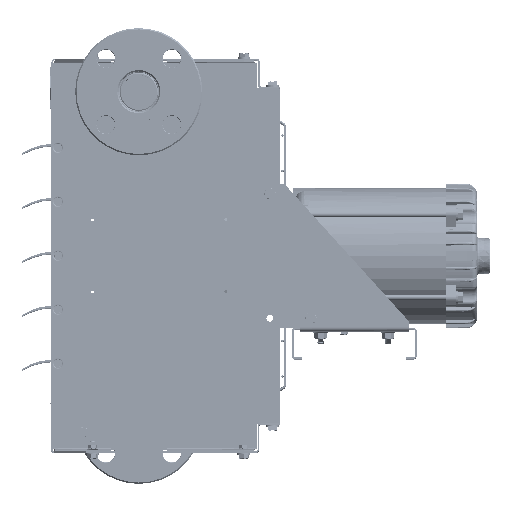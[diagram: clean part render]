
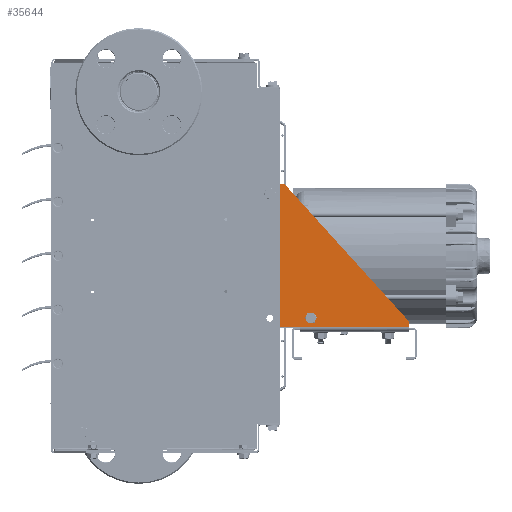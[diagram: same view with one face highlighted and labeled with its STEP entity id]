
A CAD part, top view. The second image highlights one B-rep face of the part: STEP entity #35644.
In plain terms, the highlighted planar face has unit normal (0, 0, 1).
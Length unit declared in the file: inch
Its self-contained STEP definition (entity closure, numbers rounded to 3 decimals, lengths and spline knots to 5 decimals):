
#216 = CARTESIAN_POINT ( 'NONE',  ( 13.00596, -3.446, 8.02298 ) ) ;
#4333 = ORIENTED_EDGE ( 'NONE', *, *, #122851, .F. ) ;
#5285 = DIRECTION ( 'NONE',  ( 0., 1., 0. ) ) ;
#5556 = CIRCLE ( 'NONE', #120884, 0.1875 ) ;
#7346 = CIRCLE ( 'NONE', #166073, 0.1875 ) ;
#11353 = AXIS2_PLACEMENT_3D ( 'NONE', #165768, #165733, #165531 ) ;
#13203 = CARTESIAN_POINT ( 'NONE',  ( 13.00596, 3.469, 8.02298 ) ) ;
#14732 = EDGE_CURVE ( 'NONE', #83305, #88187, #7346, .T. ) ;
#25412 = VERTEX_POINT ( 'NONE', #37687 ) ;
#26286 = VERTEX_POINT ( 'NONE', #176918 ) ;
#26612 = LINE ( 'NONE', #132984, #87286 ) ;
#31529 = DIRECTION ( 'NONE',  ( 1., 0., 0. ) ) ;
#31743 = DIRECTION ( 'NONE',  ( 0., 0., 1. ) ) ;
#31868 = CARTESIAN_POINT ( 'NONE',  ( 6.31846, -3., 8.02298 ) ) ;
#35644 = ADVANCED_FACE ( 'NONE', ( #88618, #60034, #88308 ), #168542, .T. ) ;
#37687 = CARTESIAN_POINT ( 'NONE',  ( 6.13096, 3., 8.02298 ) ) ;
#39701 = LINE ( 'NONE', #216, #130632 ) ;
#41957 = EDGE_LOOP ( 'NONE', ( #106314, #84679 ) ) ;
#43493 = ORIENTED_EDGE ( 'NONE', *, *, #96151, .F. ) ;
#47640 = CARTESIAN_POINT ( 'NONE',  ( 6.31846, -3., 8.02298 ) ) ;
#51013 = CARTESIAN_POINT ( 'NONE',  ( 13.25474, -3.43069, 8.02298 ) ) ;
#52324 = DIRECTION ( 'NONE',  ( 0., 0., 1. ) ) ;
#55984 = VERTEX_POINT ( 'NONE', #159540 ) ;
#56740 = CARTESIAN_POINT ( 'NONE',  ( 7.00596, 3.469, 8.02298 ) ) ;
#60034 = FACE_BOUND ( 'NONE', #125231, .T. ) ;
#61315 = DIRECTION ( 'NONE',  ( 0., 0., 1. ) ) ;
#61641 = DIRECTION ( 'NONE',  ( 1., 0., 0. ) ) ;
#61759 = LINE ( 'NONE', #151257, #130877 ) ;
#66478 = AXIS2_PLACEMENT_3D ( 'NONE', #47640, #144200, #61641 ) ;
#69832 = DIRECTION ( 'NONE',  ( 0., 1., 0. ) ) ;
#71661 = ORIENTED_EDGE ( 'NONE', *, *, #14732, .F. ) ;
#71752 = VECTOR ( 'NONE', #147531, 39.37008 ) ;
#75788 = ORIENTED_EDGE ( 'NONE', *, *, #111708, .F. ) ;
#78012 = DIRECTION ( 'NONE',  ( -1., 0., 0. ) ) ;
#83305 = VERTEX_POINT ( 'NONE', #141017 ) ;
#84679 = ORIENTED_EDGE ( 'NONE', *, *, #113360, .F. ) ;
#85876 = VECTOR ( 'NONE', #5285, 39.37008 ) ;
#87286 = VECTOR ( 'NONE', #78012, 39.37008 ) ;
#88187 = VERTEX_POINT ( 'NONE', #160384 ) ;
#88308 = FACE_OUTER_BOUND ( 'NONE', #99964, .T. ) ;
#88618 = FACE_BOUND ( 'NONE', #41957, .T. ) ;
#89787 = VECTOR ( 'NONE', #97317, 39.37008 ) ;
#96151 = EDGE_CURVE ( 'NONE', #88187, #83305, #168836, .T. ) ;
#97317 = DIRECTION ( 'NONE',  ( -1., 0., 0. ) ) ;
#99964 = EDGE_LOOP ( 'NONE', ( #155687, #162105, #116914, #75788, #155536, #4333 ) ) ;
#100329 = CARTESIAN_POINT ( 'NONE',  ( 6.50596, 3., 8.02298 ) ) ;
#106314 = ORIENTED_EDGE ( 'NONE', *, *, #113651, .F. ) ;
#106668 = VERTEX_POINT ( 'NONE', #110222 ) ;
#110222 = CARTESIAN_POINT ( 'NONE',  ( 13.00596, -3.446, 8.02298 ) ) ;
#111708 = EDGE_CURVE ( 'NONE', #131580, #55984, #122590, .T. ) ;
#112021 = EDGE_CURVE ( 'NONE', #106668, #139176, #61759, .T. ) ;
#113360 = EDGE_CURVE ( 'NONE', #25412, #153085, #5556, .T. ) ;
#113651 = EDGE_CURVE ( 'NONE', #153085, #25412, #126457, .T. ) ;
#114914 = EDGE_CURVE ( 'NONE', #139176, #127280, #145046, .T. ) ;
#115591 = AXIS2_PLACEMENT_3D ( 'NONE', #143899, #61315, #157749 ) ;
#116914 = ORIENTED_EDGE ( 'NONE', *, *, #117011, .T. ) ;
#117011 = EDGE_CURVE ( 'NONE', #127280, #55984, #158684, .T. ) ;
#117268 = EDGE_CURVE ( 'NONE', #131580, #26286, #39701, .T. ) ;
#120884 = AXIS2_PLACEMENT_3D ( 'NONE', #135082, #52324, #148840 ) ;
#122590 = LINE ( 'NONE', #142935, #85876 ) ;
#122851 = EDGE_CURVE ( 'NONE', #106668, #26286, #26612, .T. ) ;
#125231 = EDGE_LOOP ( 'NONE', ( #43493, #71661 ) ) ;
#126457 = CIRCLE ( 'NONE', #115591, 0.1875 ) ;
#127280 = VERTEX_POINT ( 'NONE', #56740 ) ;
#130632 = VECTOR ( 'NONE', #151756, 39.37008 ) ;
#130877 = VECTOR ( 'NONE', #69832, 39.37008 ) ;
#131580 = VERTEX_POINT ( 'NONE', #176895 ) ;
#132984 = CARTESIAN_POINT ( 'NONE',  ( 13.00596, -3.446, 8.02298 ) ) ;
#135082 = CARTESIAN_POINT ( 'NONE',  ( 6.31846, 3., 8.02298 ) ) ;
#137576 = CARTESIAN_POINT ( 'NONE',  ( 13.00596, -3.156, 8.02298 ) ) ;
#139176 = VERTEX_POINT ( 'NONE', #137576 ) ;
#141017 = CARTESIAN_POINT ( 'NONE',  ( 6.13096, -3., 8.02298 ) ) ;
#142935 = CARTESIAN_POINT ( 'NONE',  ( 5.88096, -3.656, 8.02298 ) ) ;
#143899 = CARTESIAN_POINT ( 'NONE',  ( 6.31846, 3., 8.02298 ) ) ;
#144200 = DIRECTION ( 'NONE',  ( 0., 0., 1. ) ) ;
#145046 = LINE ( 'NONE', #51013, #71752 ) ;
#147531 = DIRECTION ( 'NONE',  ( -0.671, 0.741, 0. ) ) ;
#148840 = DIRECTION ( 'NONE',  ( 1., 0., 0. ) ) ;
#151257 = CARTESIAN_POINT ( 'NONE',  ( 13.00596, -3.656, 8.02298 ) ) ;
#151756 = DIRECTION ( 'NONE',  ( 1., 0., 0. ) ) ;
#153085 = VERTEX_POINT ( 'NONE', #100329 ) ;
#155536 = ORIENTED_EDGE ( 'NONE', *, *, #117268, .T. ) ;
#155687 = ORIENTED_EDGE ( 'NONE', *, *, #112021, .T. ) ;
#157749 = DIRECTION ( 'NONE',  ( 1., 0., 0. ) ) ;
#158684 = LINE ( 'NONE', #13203, #89787 ) ;
#159540 = CARTESIAN_POINT ( 'NONE',  ( 5.88096, 3.469, 8.02298 ) ) ;
#160384 = CARTESIAN_POINT ( 'NONE',  ( 6.50596, -3., 8.02298 ) ) ;
#162105 = ORIENTED_EDGE ( 'NONE', *, *, #114914, .T. ) ;
#165531 = DIRECTION ( 'NONE',  ( 1., 0., 0. ) ) ;
#165733 = DIRECTION ( 'NONE',  ( 0., 0., 1. ) ) ;
#165768 = CARTESIAN_POINT ( 'NONE',  ( 13.00596, -3.656, 8.02298 ) ) ;
#166073 = AXIS2_PLACEMENT_3D ( 'NONE', #31868, #31743, #31529 ) ;
#168542 = PLANE ( 'NONE',  #11353 ) ;
#168836 = CIRCLE ( 'NONE', #66478, 0.1875 ) ;
#176895 = CARTESIAN_POINT ( 'NONE',  ( 5.88096, -3.446, 8.02298 ) ) ;
#176918 = CARTESIAN_POINT ( 'NONE',  ( 7.74631, -3.446, 8.02298 ) ) ;
